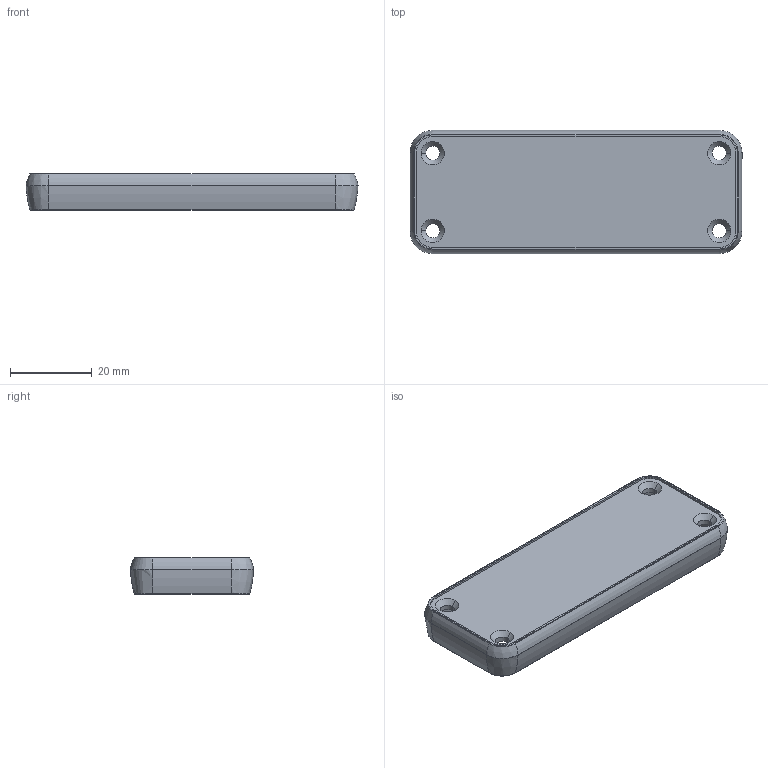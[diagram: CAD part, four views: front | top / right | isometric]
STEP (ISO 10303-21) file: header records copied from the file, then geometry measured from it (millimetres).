
FILE_DESCRIPTION((''),'2;1');
FILE_NAME('J Bezel Closed.stp','2005-02-16T11:23:04',('avernon'),(''),'Autodesk Inventor 9','Autodesk Inventor 9','');
FILE_SCHEMA(('AUTOMOTIVE_DESIGN { 1 0 10303 214 1 1 1 1 }'));
Length unit declared in the file: millimetre
Products named in the file (1): J Bezel Closed
Bounding box: 81.13 x 30.13 x 9 mm (x, y, z)
Volume: 7230.1 mm3; surface area: 7694.7 mm2
Topology: 1 solids, 1 shells, 92 faces, 224 edges, 136 vertices
Faces by surface type: cylinder 40, bspline 24, torus 16, plane 12
Entity records: 3151 total; most frequent: CARTESIAN_POINT 933, DIRECTION 502, ORIENTED_EDGE 448, EDGE_CURVE 224, AXIS2_PLACEMENT_3D 209, CIRCLE 140, VERTEX_POINT 136, EDGE_LOOP 102
